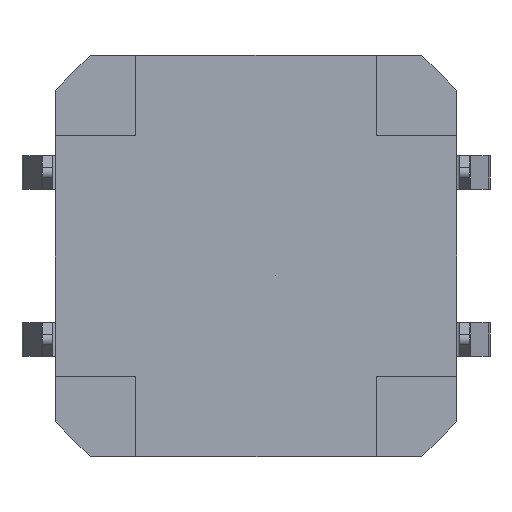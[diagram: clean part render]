
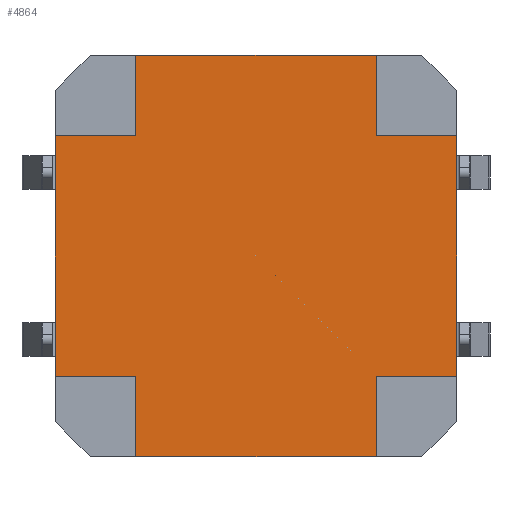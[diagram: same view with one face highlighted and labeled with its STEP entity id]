
A CAD part, front view. The second image highlights one B-rep face of the part: STEP entity #4864.
In plain terms, the highlighted planar face has unit normal (0, -1, 0).
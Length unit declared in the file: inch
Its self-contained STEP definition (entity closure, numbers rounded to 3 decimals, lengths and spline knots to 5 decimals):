
#79 = CARTESIAN_POINT ( 'NONE',  ( -0.14173, 0., -0.14173 ) ) ;
#91 = EDGE_CURVE ( 'NONE', #5763, #4263, #2448, .T. ) ;
#263 = CARTESIAN_POINT ( 'NONE',  ( 0.23622, 0., 0.14173 ) ) ;
#276 = CARTESIAN_POINT ( 'NONE',  ( 0.14173, 0., 0.23622 ) ) ;
#324 = CARTESIAN_POINT ( 'NONE',  ( -0.19528, 0., 0.23622 ) ) ;
#409 = LINE ( 'NONE', #3792, #3357 ) ;
#504 = EDGE_CURVE ( 'NONE', #2527, #3461, #409, .T. ) ;
#584 = LINE ( 'NONE', #4979, #5240 ) ;
#606 = ORIENTED_EDGE ( 'NONE', *, *, #999, .F. ) ;
#700 = FACE_OUTER_BOUND ( 'NONE', #3375, .T. ) ;
#730 = DIRECTION ( 'NONE',  ( 1., 0., 0. ) ) ;
#887 = CARTESIAN_POINT ( 'NONE',  ( -0.23622, 0., -0.14173 ) ) ;
#900 = CARTESIAN_POINT ( 'NONE',  ( -0.14173, 0., -0.14173 ) ) ;
#912 = VERTEX_POINT ( 'NONE', #3934 ) ;
#925 = ORIENTED_EDGE ( 'NONE', *, *, #3570, .F. ) ;
#934 = VERTEX_POINT ( 'NONE', #4471 ) ;
#999 = EDGE_CURVE ( 'NONE', #1885, #2527, #584, .T. ) ;
#1018 = VECTOR ( 'NONE', #1320, 39.37008 ) ;
#1214 = LINE ( 'NONE', #5139, #1942 ) ;
#1320 = DIRECTION ( 'NONE',  ( -1., 0., 0. ) ) ;
#1387 = CARTESIAN_POINT ( 'NONE',  ( -0.23622, 0., 0.19528 ) ) ;
#1422 = VERTEX_POINT ( 'NONE', #5126 ) ;
#1518 = LINE ( 'NONE', #1387, #3866 ) ;
#1647 = VERTEX_POINT ( 'NONE', #3080 ) ;
#1813 = LINE ( 'NONE', #324, #2903 ) ;
#1885 = VERTEX_POINT ( 'NONE', #5784 ) ;
#1906 = EDGE_CURVE ( 'NONE', #3461, #5763, #6234, .T. ) ;
#1942 = VECTOR ( 'NONE', #6041, 39.37008 ) ;
#2035 = LINE ( 'NONE', #5031, #5870 ) ;
#2123 = DIRECTION ( 'NONE',  ( 0., 0., -1. ) ) ;
#2166 = CARTESIAN_POINT ( 'NONE',  ( -0.14173, 0., -0.23622 ) ) ;
#2185 = EDGE_CURVE ( 'NONE', #912, #934, #1214, .T. ) ;
#2266 = PLANE ( 'NONE',  #5116 ) ;
#2383 = ORIENTED_EDGE ( 'NONE', *, *, #5185, .F. ) ;
#2394 = EDGE_CURVE ( 'NONE', #4440, #1647, #4206, .T. ) ;
#2415 = EDGE_CURVE ( 'NONE', #934, #5551, #1813, .T. ) ;
#2448 = LINE ( 'NONE', #887, #3814 ) ;
#2527 = VERTEX_POINT ( 'NONE', #2918 ) ;
#2531 = CARTESIAN_POINT ( 'NONE',  ( 0.14173, 0., 0.14173 ) ) ;
#2650 = DIRECTION ( 'NONE',  ( 0., 0., -1. ) ) ;
#2676 = DIRECTION ( 'NONE',  ( 1., 0., 0. ) ) ;
#2742 = LINE ( 'NONE', #5235, #3056 ) ;
#2763 = EDGE_CURVE ( 'NONE', #5551, #4440, #2035, .T. ) ;
#2787 = ORIENTED_EDGE ( 'NONE', *, *, #2763, .F. ) ;
#2799 = VECTOR ( 'NONE', #2676, 39.37008 ) ;
#2842 = CARTESIAN_POINT ( 'NONE',  ( -0.23622, 0., -0.14173 ) ) ;
#2893 = ORIENTED_EDGE ( 'NONE', *, *, #1906, .F. ) ;
#2903 = VECTOR ( 'NONE', #730, 39.37008 ) ;
#2918 = CARTESIAN_POINT ( 'NONE',  ( 0.14173, 0., -0.23622 ) ) ;
#3056 = VECTOR ( 'NONE', #6074, 39.37008 ) ;
#3075 = ORIENTED_EDGE ( 'NONE', *, *, #504, .F. ) ;
#3080 = CARTESIAN_POINT ( 'NONE',  ( 0.23622, 0., 0.14173 ) ) ;
#3161 = DIRECTION ( 'NONE',  ( 0., -1., 0. ) ) ;
#3210 = CARTESIAN_POINT ( 'NONE',  ( 0.23622, 0., -0.14173 ) ) ;
#3357 = VECTOR ( 'NONE', #5762, 39.37008 ) ;
#3375 = EDGE_LOOP ( 'NONE', ( #6214, #2893, #3075, #606, #2383, #4952, #4738, #2787, #5087, #5391, #5487, #925 ) ) ;
#3385 = VECTOR ( 'NONE', #5251, 39.37008 ) ;
#3461 = VERTEX_POINT ( 'NONE', #2166 ) ;
#3475 = DIRECTION ( 'NONE',  ( 0., 0., 1. ) ) ;
#3570 = EDGE_CURVE ( 'NONE', #4263, #4473, #1518, .T. ) ;
#3680 = CARTESIAN_POINT ( 'NONE',  ( -0.23622, 0., 0.14173 ) ) ;
#3792 = CARTESIAN_POINT ( 'NONE',  ( -0.19528, 0., -0.23622 ) ) ;
#3814 = VECTOR ( 'NONE', #5390, 39.37008 ) ;
#3819 = LINE ( 'NONE', #4293, #3385 ) ;
#3866 = VECTOR ( 'NONE', #3475, 39.37008 ) ;
#3915 = EDGE_CURVE ( 'NONE', #4473, #912, #3819, .T. ) ;
#3934 = CARTESIAN_POINT ( 'NONE',  ( -0.14173, 0., 0.14173 ) ) ;
#4001 = DIRECTION ( 'NONE',  ( 0., 0., -1. ) ) ;
#4206 = LINE ( 'NONE', #263, #2799 ) ;
#4213 = CARTESIAN_POINT ( 'NONE',  ( 0., 0., 0. ) ) ;
#4263 = VERTEX_POINT ( 'NONE', #2842 ) ;
#4293 = CARTESIAN_POINT ( 'NONE',  ( -0.23622, 0., 0.14173 ) ) ;
#4440 = VERTEX_POINT ( 'NONE', #2531 ) ;
#4471 = CARTESIAN_POINT ( 'NONE',  ( -0.14173, 0., 0.23622 ) ) ;
#4473 = VERTEX_POINT ( 'NONE', #3680 ) ;
#4738 = ORIENTED_EDGE ( 'NONE', *, *, #2394, .F. ) ;
#4795 = DIRECTION ( 'NONE',  ( 0., 0., 1. ) ) ;
#4864 = ADVANCED_FACE ( 'NONE', ( #700 ), #2266, .T. ) ;
#4884 = VECTOR ( 'NONE', #4795, 39.37008 ) ;
#4952 = ORIENTED_EDGE ( 'NONE', *, *, #5887, .F. ) ;
#4979 = CARTESIAN_POINT ( 'NONE',  ( 0.14173, 0., -0.14173 ) ) ;
#5031 = CARTESIAN_POINT ( 'NONE',  ( 0.14173, 0., 0.14173 ) ) ;
#5087 = ORIENTED_EDGE ( 'NONE', *, *, #2415, .F. ) ;
#5116 = AXIS2_PLACEMENT_3D ( 'NONE', #4213, #3161, #2650 ) ;
#5126 = CARTESIAN_POINT ( 'NONE',  ( 0.23622, 0., -0.14173 ) ) ;
#5139 = CARTESIAN_POINT ( 'NONE',  ( -0.14173, 0., 0.14173 ) ) ;
#5185 = EDGE_CURVE ( 'NONE', #1422, #1885, #5692, .T. ) ;
#5235 = CARTESIAN_POINT ( 'NONE',  ( 0.23622, 0., 0.19528 ) ) ;
#5240 = VECTOR ( 'NONE', #4001, 39.37008 ) ;
#5251 = DIRECTION ( 'NONE',  ( 1., 0., 0. ) ) ;
#5390 = DIRECTION ( 'NONE',  ( -1., 0., 0. ) ) ;
#5391 = ORIENTED_EDGE ( 'NONE', *, *, #2185, .F. ) ;
#5487 = ORIENTED_EDGE ( 'NONE', *, *, #3915, .F. ) ;
#5551 = VERTEX_POINT ( 'NONE', #276 ) ;
#5692 = LINE ( 'NONE', #3210, #1018 ) ;
#5762 = DIRECTION ( 'NONE',  ( -1., 0., 0. ) ) ;
#5763 = VERTEX_POINT ( 'NONE', #79 ) ;
#5784 = CARTESIAN_POINT ( 'NONE',  ( 0.14173, 0., -0.14173 ) ) ;
#5870 = VECTOR ( 'NONE', #2123, 39.37008 ) ;
#5887 = EDGE_CURVE ( 'NONE', #1647, #1422, #2742, .T. ) ;
#6041 = DIRECTION ( 'NONE',  ( 0., 0., 1. ) ) ;
#6074 = DIRECTION ( 'NONE',  ( 0., 0., -1. ) ) ;
#6214 = ORIENTED_EDGE ( 'NONE', *, *, #91, .F. ) ;
#6234 = LINE ( 'NONE', #900, #4884 ) ;
